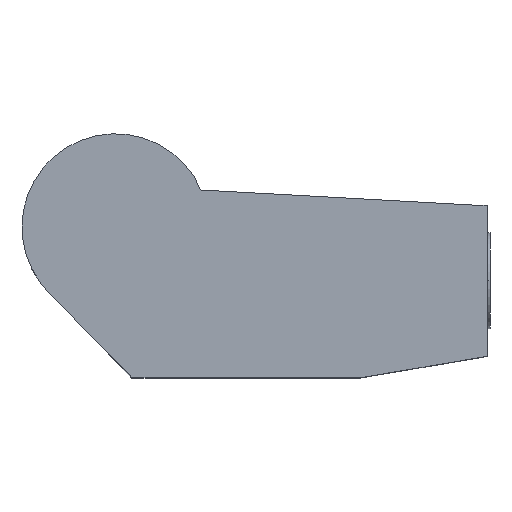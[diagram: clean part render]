
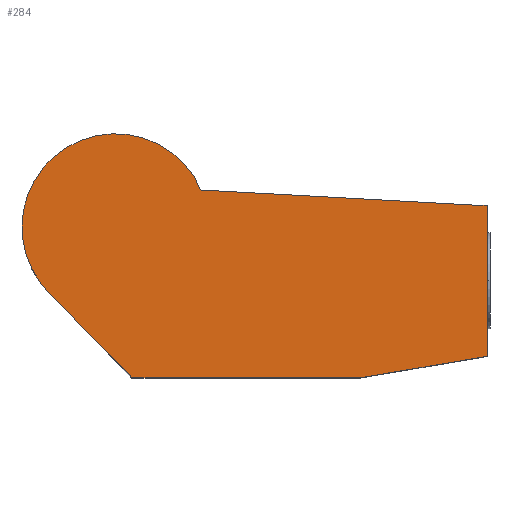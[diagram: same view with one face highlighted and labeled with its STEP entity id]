
A CAD part, top view. The second image highlights one B-rep face of the part: STEP entity #284.
In plain terms, the highlighted planar face has unit normal (0, 0, 1).
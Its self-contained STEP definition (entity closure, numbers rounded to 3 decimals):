
#6 = DIRECTION ( 'NONE',  ( 1., 0., 0. ) ) ;
#9 = EDGE_CURVE ( 'NONE', #78, #209, #167, .T. ) ;
#14 = EDGE_CURVE ( 'NONE', #274, #27, #210, .T. ) ;
#15 = DIRECTION ( 'NONE',  ( 0., 0., 1. ) ) ;
#16 = VECTOR ( 'NONE', #277, 1000. ) ;
#17 = DIRECTION ( 'NONE',  ( 0., 0., 1. ) ) ;
#21 = CIRCLE ( 'NONE', #414, 73. ) ;
#22 = DIRECTION ( 'NONE',  ( 0.698, -0.717, 0. ) ) ;
#24 = CARTESIAN_POINT ( 'NONE',  ( 291., 17., 58. ) ) ;
#27 = VERTEX_POINT ( 'NONE', #382 ) ;
#35 = DIRECTION ( 'NONE',  ( 0.986, 0.168, 0. ) ) ;
#45 = EDGE_CURVE ( 'NONE', #68, #349, #422, .T. ) ;
#60 = CARTESIAN_POINT ( 'NONE',  ( 191., -118., 58. ) ) ;
#68 = VERTEX_POINT ( 'NONE', #95 ) ;
#70 = ORIENTED_EDGE ( 'NONE', *, *, #45, .T. ) ;
#71 = EDGE_CURVE ( 'NONE', #27, #78, #416, .T. ) ;
#78 = VERTEX_POINT ( 'NONE', #175 ) ;
#85 = EDGE_CURVE ( 'NONE', #349, #310, #21, .T. ) ;
#88 = DIRECTION ( 'NONE',  ( 1., 0., 0. ) ) ;
#95 = CARTESIAN_POINT ( 'NONE',  ( 284., 17., 58. ) ) ;
#126 = CARTESIAN_POINT ( 'NONE',  ( 67., 28.983, 58. ) ) ;
#127 = CARTESIAN_POINT ( 'NONE',  ( 0., 0., 58. ) ) ;
#128 = EDGE_CURVE ( 'NONE', #310, #176, #377, .T. ) ;
#129 = PLANE ( 'NONE',  #258 ) ;
#134 = CARTESIAN_POINT ( 'NONE',  ( 67., 28.983, 58. ) ) ;
#152 = CARTESIAN_POINT ( 'NONE',  ( 0., 0., 58. ) ) ;
#160 = CARTESIAN_POINT ( 'NONE',  ( 13., -118., 58. ) ) ;
#162 = DIRECTION ( 'NONE',  ( -1., 0., 0. ) ) ;
#165 = DIRECTION ( 'NONE',  ( 1., 0., 0. ) ) ;
#166 = VECTOR ( 'NONE', #35, 1000. ) ;
#167 = LINE ( 'NONE', #24, #372 ) ;
#169 = ORIENTED_EDGE ( 'NONE', *, *, #71, .T. ) ;
#171 = ORIENTED_EDGE ( 'NONE', *, *, #128, .T. ) ;
#174 = VECTOR ( 'NONE', #162, 1000. ) ;
#175 = CARTESIAN_POINT ( 'NONE',  ( 291., -101., 58. ) ) ;
#176 = VERTEX_POINT ( 'NONE', #255 ) ;
#180 = DIRECTION ( 'NONE',  ( 0., 1., 0. ) ) ;
#192 = VECTOR ( 'NONE', #6, 1000. ) ;
#199 = CARTESIAN_POINT ( 'NONE',  ( -73., 0., 58. ) ) ;
#202 = CARTESIAN_POINT ( 'NONE',  ( 284., 17., 58. ) ) ;
#205 = ORIENTED_EDGE ( 'NONE', *, *, #314, .T. ) ;
#209 = VERTEX_POINT ( 'NONE', #405 ) ;
#210 = LINE ( 'NONE', #60, #192 ) ;
#217 = AXIS2_PLACEMENT_3D ( 'NONE', #152, #15, #88 ) ;
#234 = DIRECTION ( 'NONE',  ( 0., 0., 1. ) ) ;
#236 = CARTESIAN_POINT ( 'NONE',  ( 291., -101., 58. ) ) ;
#255 = CARTESIAN_POINT ( 'NONE',  ( -52.305, -50.923, 58. ) ) ;
#256 = ORIENTED_EDGE ( 'NONE', *, *, #14, .T. ) ;
#258 = AXIS2_PLACEMENT_3D ( 'NONE', #127, #234, #165 ) ;
#271 = LINE ( 'NONE', #381, #418 ) ;
#274 = VERTEX_POINT ( 'NONE', #160 ) ;
#277 = DIRECTION ( 'NONE',  ( -0.998, 0.055, 0. ) ) ;
#284 = ADVANCED_FACE ( 'NONE', ( #443 ), #129, .T. ) ;
#310 = VERTEX_POINT ( 'NONE', #199 ) ;
#314 = EDGE_CURVE ( 'NONE', #176, #274, #271, .T. ) ;
#332 = EDGE_CURVE ( 'NONE', #209, #68, #347, .T. ) ;
#347 = LINE ( 'NONE', #202, #174 ) ;
#349 = VERTEX_POINT ( 'NONE', #126 ) ;
#352 = ORIENTED_EDGE ( 'NONE', *, *, #9, .T. ) ;
#372 = VECTOR ( 'NONE', #180, 1000. ) ;
#377 = CIRCLE ( 'NONE', #217, 73. ) ;
#380 = ORIENTED_EDGE ( 'NONE', *, *, #332, .T. ) ;
#381 = CARTESIAN_POINT ( 'NONE',  ( 13., -118., 58. ) ) ;
#382 = CARTESIAN_POINT ( 'NONE',  ( 191., -118., 58. ) ) ;
#389 = ORIENTED_EDGE ( 'NONE', *, *, #85, .T. ) ;
#405 = CARTESIAN_POINT ( 'NONE',  ( 291., 17., 58. ) ) ;
#414 = AXIS2_PLACEMENT_3D ( 'NONE', #433, #17, #430 ) ;
#416 = LINE ( 'NONE', #236, #166 ) ;
#418 = VECTOR ( 'NONE', #22, 1000. ) ;
#422 = LINE ( 'NONE', #134, #16 ) ;
#430 = DIRECTION ( 'NONE',  ( 1., 0., 0. ) ) ;
#433 = CARTESIAN_POINT ( 'NONE',  ( 0., 0., 58. ) ) ;
#443 = FACE_OUTER_BOUND ( 'NONE', #450, .T. ) ;
#450 = EDGE_LOOP ( 'NONE', ( #389, #171, #205, #256, #169, #352, #380, #70 ) ) ;
